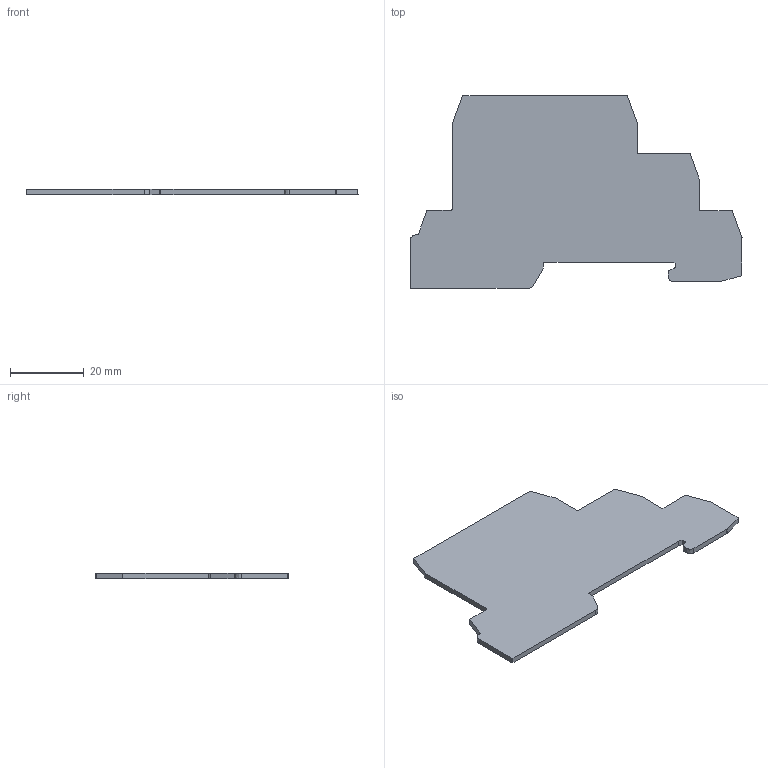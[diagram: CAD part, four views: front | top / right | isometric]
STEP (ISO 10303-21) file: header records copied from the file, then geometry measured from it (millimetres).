
FILE_DESCRIPTION(/* description */ (''),/* implementation_level */ '2;1');
FILE_NAME(/* name */ '99291.2_AP2,5-D.stp',/* time_stamp */ '2020-04-17T17:54:27+02:00',/* author */ (''),/* organization */ (''),/* preprocessor_version */ 'ST-DEVELOPER v16.7',/* originating_system */ 'SIEMENS PLM Software NX 12.0',/* authorisation */ '');
FILE_SCHEMA (('AUTOMOTIVE_DESIGN { 1 0 10303 214 3 1 1 1 }'));
Length unit declared in the file: millimetre
Products named in the file (1): scho1404E435xrdm
Bounding box: 90.3 x 52.3 x 1.5 mm (x, y, z)
Volume: 5071.6 mm3; surface area: 7184.4 mm2
Topology: 1 solids, 1 shells, 49 faces, 141 edges, 94 vertices
Faces by surface type: extrusion 21, cylinder 14, plane 14
Entity records: 1599 total; most frequent: CARTESIAN_POINT 514, ORIENTED_EDGE 282, EDGE_CURVE 141, DIRECTION 129, VERTEX_POINT 94, VECTOR 67, B_SPLINE_CURVE_WITH_KNOTS 61, ADVANCED_FACE 49
